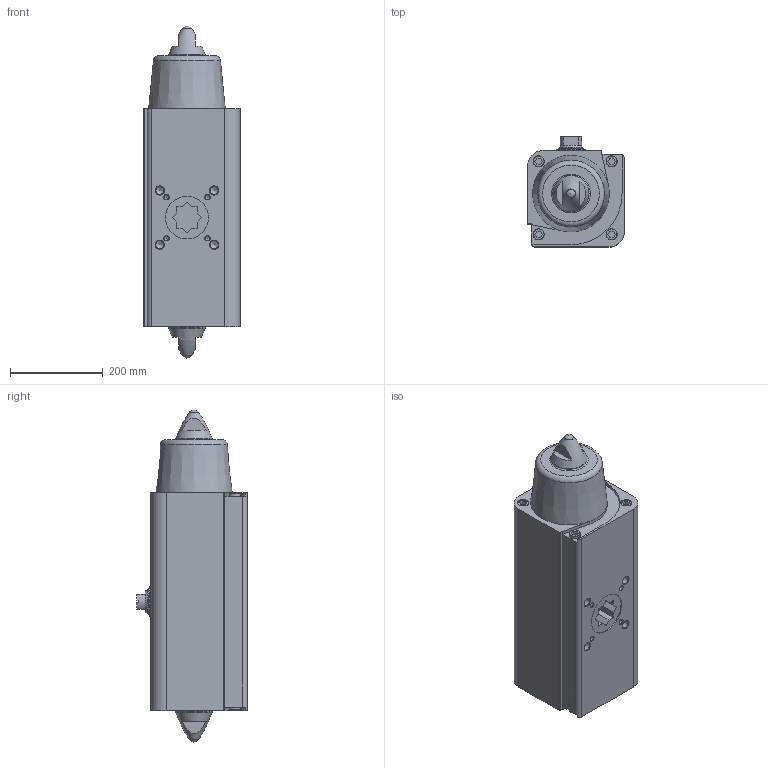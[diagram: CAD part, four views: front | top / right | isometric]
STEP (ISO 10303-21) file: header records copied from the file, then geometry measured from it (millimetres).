
FILE_DESCRIPTION(/* description */ ('STEP AP214'),/* implementation_level */ '2;1');
FILE_NAME(/* name */ '533492_DAPS-0960-090-RS1-F1216',/* time_stamp */ '2024-08-13T17:37:54+02:00',/* author */ ('License CC BY-ND 4.0'),/* organization */ ('CADENAS'),/* preprocessor_version */ 'ST-DEVELOPER v19.3',/* originating_system */ 'PARTsolutions',/* authorisation */ ' ');
FILE_SCHEMA (('AUTOMOTIVE_DESIGN {1 0 10303 214 3 1 1}'));
Length unit declared in the file: millimetre
Products named in the file (3): 533492 DAPS-0960-090-RS1-F1216---0; 533492 DAPS-0960-090-RS1-F1216---(1); 533492 DAPS-0960-090-RS1-F1216---(2)
Assembly tree (2 placements, depth 2):
  533492 DAPS-0960-090-RS1-F1216---0
    533492 DAPS-0960-090-RS1-F1216---(1)
    533492 DAPS-0960-090-RS1-F1216---(2)
Bounding box: 207.7 x 237.7 x 714.4 mm (x, y, z)
Volume: 21725231.6 mm3; surface area: 665276.7 mm2
Topology: 2 solids, 2 shells, 250 faces, 622 edges, 398 vertices
Faces by surface type: plane 137, cylinder 55, cone 41, torus 15, sphere 2
Full cylindrical faces by diameter (mm): 4.134 x8, 4.917 x1, 10.106 x4, 11.445 x2, 17.294 x4, 24 x8, 50 x1, 54.6 x1, 64 x2, 92 x2
Entity records: 6766 total; most frequent: CARTESIAN_POINT 1201, DIRECTION 1156, ORIENTED_EDGE 976, EDGE_CURVE 488, AXIS2_PLACEMENT_3D 423, FACE_BOUND 386, VERTEX_POINT 376, EDGE_LOOP 367
